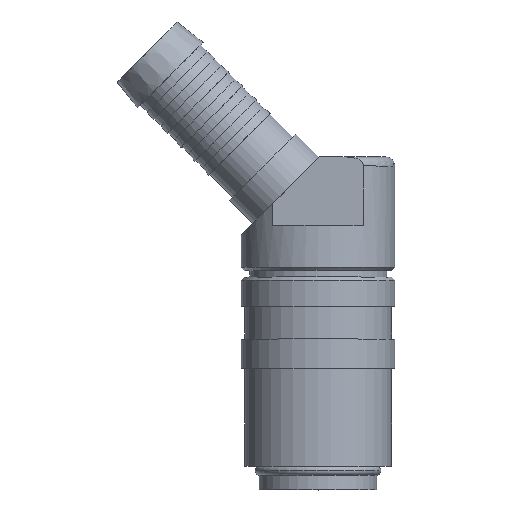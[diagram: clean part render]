
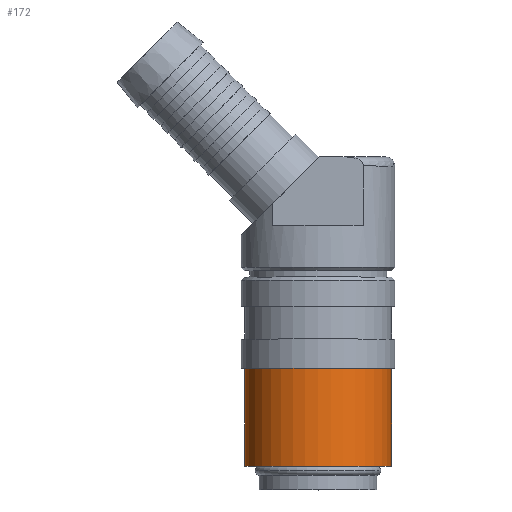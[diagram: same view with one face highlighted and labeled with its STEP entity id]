
A CAD part, top view. The second image highlights one B-rep face of the part: STEP entity #172.
In plain terms, the highlighted cylindrical face has radius 11.25 mm (diameter 22.5 mm), a partial arc.
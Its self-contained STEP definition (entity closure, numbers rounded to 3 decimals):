
#172=ADVANCED_FACE('',(#390),#391,.T.);
#390=FACE_OUTER_BOUND('',#654,.T.);
#391=CYLINDRICAL_SURFACE('',#655,11.25);
#654=EDGE_LOOP('',(#1082,#1083,#1084,#1085));
#655=AXIS2_PLACEMENT_3D('',#1086,#1087,#1088);
#1082=ORIENTED_EDGE('',*,*,#1605,.T.);
#1083=ORIENTED_EDGE('',*,*,#1606,.F.);
#1084=ORIENTED_EDGE('',*,*,#1607,.T.);
#1085=ORIENTED_EDGE('',*,*,#1559,.T.);
#1086=CARTESIAN_POINT('',(0.0,11.1,0.0));
#1087=DIRECTION('',(-0.0,1.0,0.0));
#1088=DIRECTION('',(1.0,0.0,0.0));
#1559=EDGE_CURVE('',#1871,#1870,#1873,.T.);
#1605=EDGE_CURVE('',#1870,#1937,#1938,.T.);
#1606=EDGE_CURVE('',#1939,#1937,#1940,.T.);
#1607=EDGE_CURVE('',#1939,#1871,#1941,.T.);
#1870=VERTEX_POINT('',#2252);
#1871=VERTEX_POINT('',#2253);
#1873=CIRCLE('',#2255,11.25);
#1937=VERTEX_POINT('',#2333);
#1938=LINE('',#2334,#2335);
#1939=VERTEX_POINT('',#2336);
#1940=CIRCLE('',#2337,11.25);
#1941=LINE('',#2338,#2339);
#2252=CARTESIAN_POINT('',(11.25,3.6,0.0));
#2253=CARTESIAN_POINT('',(-11.25,3.6,0.));
#2255=AXIS2_PLACEMENT_3D('',#2850,#2851,#2852);
#2333=CARTESIAN_POINT('',(11.25,18.6,0.0));
#2334=CARTESIAN_POINT('',(11.25,11.1,0.));
#2335=VECTOR('',#2918,1.0);
#2336=CARTESIAN_POINT('',(-11.25,18.6,0.));
#2337=AXIS2_PLACEMENT_3D('',#2919,#2920,#2921);
#2338=CARTESIAN_POINT('',(-11.25,11.1,0.));
#2339=VECTOR('',#2922,1.0);
#2850=CARTESIAN_POINT('',(0.0,3.6,0.0));
#2851=DIRECTION('',(-0.0,1.0,0.0));
#2852=DIRECTION('',(1.0,0.0,0.0));
#2918=DIRECTION('',(0.0,1.0,0.0));
#2919=CARTESIAN_POINT('',(0.0,18.6,0.0));
#2920=DIRECTION('',(-0.0,1.0,0.0));
#2921=DIRECTION('',(1.0,0.0,0.0));
#2922=DIRECTION('',(-0.0,-1.0,-0.0));
